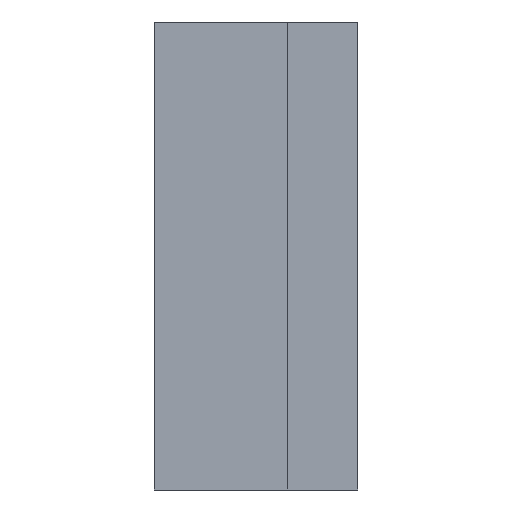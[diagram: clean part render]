
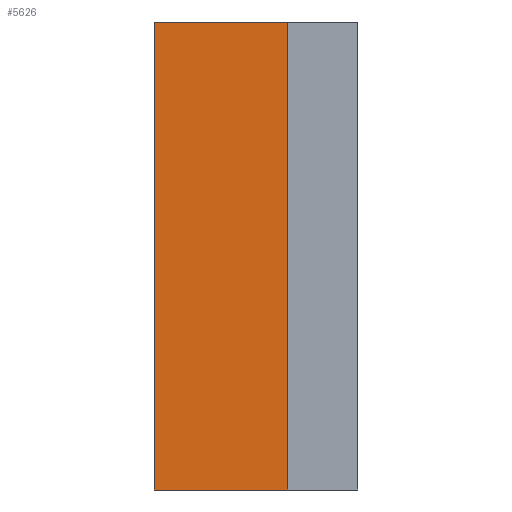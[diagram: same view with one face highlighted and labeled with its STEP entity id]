
A CAD part, left-side view. The second image highlights one B-rep face of the part: STEP entity #5626.
In plain terms, the highlighted planar face has unit normal (-1, 0, 0).
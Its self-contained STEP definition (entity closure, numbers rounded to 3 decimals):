
#180 = AXIS2_PLACEMENT_3D ( 'NONE', #3781, #4898, #492 ) ;
#216 = VERTEX_POINT ( 'NONE', #4234 ) ;
#224 = LINE ( 'NONE', #260, #5511 ) ;
#260 = CARTESIAN_POINT ( 'NONE',  ( -1., 0.3, 1. ) ) ;
#387 = PLANE ( 'NONE',  #180 ) ;
#492 = DIRECTION ( 'NONE',  ( 0., 0., -1. ) ) ;
#853 = CARTESIAN_POINT ( 'NONE',  ( -1., 0.87, 0. ) ) ;
#1048 = EDGE_CURVE ( 'NONE', #1444, #2936, #224, .T. ) ;
#1148 = CARTESIAN_POINT ( 'NONE',  ( -1., 0.87, -1. ) ) ;
#1444 = VERTEX_POINT ( 'NONE', #3114 ) ;
#2487 = VECTOR ( 'NONE', #5294, 1000. ) ;
#2596 = FACE_OUTER_BOUND ( 'NONE', #2941, .T. ) ;
#2936 = VERTEX_POINT ( 'NONE', #3356 ) ;
#2941 = EDGE_LOOP ( 'NONE', ( #3038, #6820, #5514, #2945 ) ) ;
#2945 = ORIENTED_EDGE ( 'NONE', *, *, #1048, .F. ) ;
#3038 = ORIENTED_EDGE ( 'NONE', *, *, #5870, .F. ) ;
#3105 = CARTESIAN_POINT ( 'NONE',  ( -1., 0.75, -1. ) ) ;
#3114 = CARTESIAN_POINT ( 'NONE',  ( -1., 0.3, 1. ) ) ;
#3356 = CARTESIAN_POINT ( 'NONE',  ( -1., 0.3, -1. ) ) ;
#3378 = VERTEX_POINT ( 'NONE', #1148 ) ;
#3594 = LINE ( 'NONE', #6755, #4100 ) ;
#3634 = LINE ( 'NONE', #853, #2487 ) ;
#3781 = CARTESIAN_POINT ( 'NONE',  ( -1., 0.75, 1. ) ) ;
#4100 = VECTOR ( 'NONE', #6823, 1000. ) ;
#4123 = DIRECTION ( 'NONE',  ( 0., 0., -1. ) ) ;
#4234 = CARTESIAN_POINT ( 'NONE',  ( -1., 0.87, 1. ) ) ;
#4898 = DIRECTION ( 'NONE',  ( 1., 0., 0. ) ) ;
#4955 = EDGE_CURVE ( 'NONE', #3378, #216, #3634, .T. ) ;
#5096 = VECTOR ( 'NONE', #6959, 1000. ) ;
#5294 = DIRECTION ( 'NONE',  ( 0., 0., 1. ) ) ;
#5511 = VECTOR ( 'NONE', #4123, 1000. ) ;
#5514 = ORIENTED_EDGE ( 'NONE', *, *, #6921, .F. ) ;
#5626 = ADVANCED_FACE ( 'NONE', ( #2596 ), #387, .F. ) ;
#5870 = EDGE_CURVE ( 'NONE', #216, #1444, #3594, .T. ) ;
#6369 = LINE ( 'NONE', #3105, #5096 ) ;
#6755 = CARTESIAN_POINT ( 'NONE',  ( -1., 0.75, 1. ) ) ;
#6820 = ORIENTED_EDGE ( 'NONE', *, *, #4955, .F. ) ;
#6823 = DIRECTION ( 'NONE',  ( 0., -1., 0. ) ) ;
#6921 = EDGE_CURVE ( 'NONE', #2936, #3378, #6369, .T. ) ;
#6959 = DIRECTION ( 'NONE',  ( 0., 1., 0. ) ) ;
